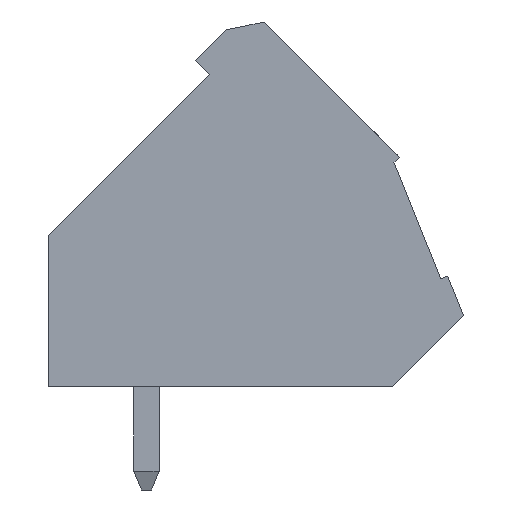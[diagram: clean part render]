
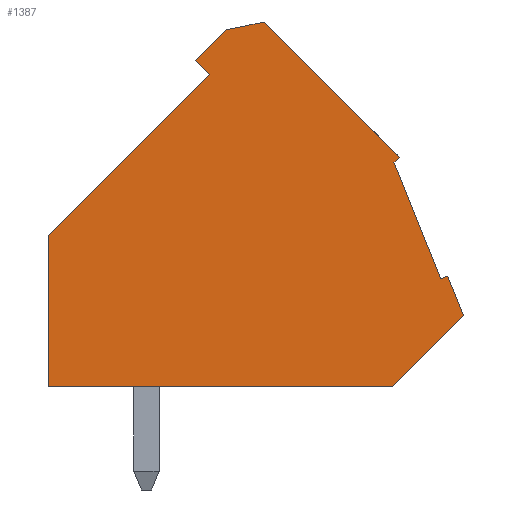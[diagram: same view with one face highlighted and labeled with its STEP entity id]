
A CAD part, left-side view. The second image highlights one B-rep face of the part: STEP entity #1387.
In plain terms, the highlighted planar face has unit normal (-1, 0, 0).
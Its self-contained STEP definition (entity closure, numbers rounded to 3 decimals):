
#1387 = ADVANCED_FACE( '', ( #2774 ), #2775, .F. );
#2774 = FACE_OUTER_BOUND( '', #4174, .T. );
#2775 = PLANE( '', #4175 );
#4174 = EDGE_LOOP( '', ( #8167, #8168, #8169, #8170, #8171, #8172, #8173, #8174, #8175, #8176, #8177, #8178 ) );
#4175 = AXIS2_PLACEMENT_3D( '', #8179, #8180, #8181 );
#8167 = ORIENTED_EDGE( '', *, *, #10223, .F. );
#8168 = ORIENTED_EDGE( '', *, *, #10272, .F. );
#8169 = ORIENTED_EDGE( '', *, *, #9114, .F. );
#8170 = ORIENTED_EDGE( '', *, *, #10182, .F. );
#8171 = ORIENTED_EDGE( '', *, *, #9640, .F. );
#8172 = ORIENTED_EDGE( '', *, *, #9269, .F. );
#8173 = ORIENTED_EDGE( '', *, *, #8783, .F. );
#8174 = ORIENTED_EDGE( '', *, *, #9119, .F. );
#8175 = ORIENTED_EDGE( '', *, *, #9973, .F. );
#8176 = ORIENTED_EDGE( '', *, *, #9899, .F. );
#8177 = ORIENTED_EDGE( '', *, *, #9238, .F. );
#8178 = ORIENTED_EDGE( '', *, *, #10133, .F. );
#8179 = CARTESIAN_POINT( '', ( -26.1, 0., 0. ) );
#8180 = DIRECTION( '', ( 1., 0., 0. ) );
#8181 = DIRECTION( '', ( 0., 0., -1. ) );
#8783 = EDGE_CURVE( '', #10561, #10557, #10563, .T. );
#9114 = EDGE_CURVE( '', #11148, #11149, #11150, .T. );
#9119 = EDGE_CURVE( '', #11157, #10561, #11158, .T. );
#9238 = EDGE_CURVE( '', #11364, #11366, #11367, .T. );
#9269 = EDGE_CURVE( '', #10557, #11417, #11418, .T. );
#9640 = EDGE_CURVE( '', #11417, #12004, #12005, .T. );
#9899 = EDGE_CURVE( '', #11366, #12376, #12377, .T. );
#9973 = EDGE_CURVE( '', #12376, #11157, #12471, .T. );
#10133 = EDGE_CURVE( '', #12673, #11364, #12675, .T. );
#10182 = EDGE_CURVE( '', #12004, #11148, #12733, .T. );
#10223 = EDGE_CURVE( '', #12777, #12673, #12779, .T. );
#10272 = EDGE_CURVE( '', #11149, #12777, #12840, .T. );
#10557 = VERTEX_POINT( '', #13183 );
#10561 = VERTEX_POINT( '', #13189 );
#10563 = LINE( '', #13192, #13193 );
#11148 = VERTEX_POINT( '', #14041 );
#11149 = VERTEX_POINT( '', #14042 );
#11150 = LINE( '', #14043, #14044 );
#11157 = VERTEX_POINT( '', #14054 );
#11158 = LINE( '', #14055, #14056 );
#11364 = VERTEX_POINT( '', #14369 );
#11366 = VERTEX_POINT( '', #14372 );
#11367 = LINE( '', #14373, #14374 );
#11417 = VERTEX_POINT( '', #14449 );
#11418 = LINE( '', #14450, #14451 );
#12004 = VERTEX_POINT( '', #15330 );
#12005 = LINE( '', #15331, #15332 );
#12376 = VERTEX_POINT( '', #15894 );
#12377 = LINE( '', #15895, #15896 );
#12471 = LINE( '', #16041, #16042 );
#12673 = VERTEX_POINT( '', #16332 );
#12675 = LINE( '', #16335, #16336 );
#12733 = LINE( '', #16435, #16436 );
#12777 = VERTEX_POINT( '', #16506 );
#12779 = LINE( '', #16509, #16510 );
#12840 = LINE( '', #16613, #16614 );
#13183 = CARTESIAN_POINT( '', ( -26.1, -1.735, 11.5 ) );
#13189 = CARTESIAN_POINT( '', ( -26.1, -0.215, 11.182 ) );
#13192 = CARTESIAN_POINT( '', ( -26.1, -0.215, 11.182 ) );
#13193 = VECTOR( '', #16932, 1000. );
#14041 = CARTESIAN_POINT( '', ( -26.1, -8.752, 1.294 ) );
#14042 = CARTESIAN_POINT( '', ( -26.1, -9.031, 1.406 ) );
#14043 = CARTESIAN_POINT( '', ( -26.1, -8.752, 1.294 ) );
#14044 = VECTOR( '', #17268, 1000. );
#14054 = CARTESIAN_POINT( '', ( -26.1, 0.987, 9.98 ) );
#14055 = CARTESIAN_POINT( '', ( -26.1, 0.987, 9.98 ) );
#14056 = VECTOR( '', #17272, 1000. );
#14369 = CARTESIAN_POINT( '', ( -26.1, 6.836, -3. ) );
#14372 = CARTESIAN_POINT( '', ( -26.1, 6.836, 3. ) );
#14373 = CARTESIAN_POINT( '', ( -26.1, 6.836, -3. ) );
#14374 = VECTOR( '', #17402, 1000. );
#14449 = CARTESIAN_POINT( '', ( -26.1, -7.109, 6.126 ) );
#14450 = CARTESIAN_POINT( '', ( -26.1, -1.735, 11.5 ) );
#14451 = VECTOR( '', #17428, 1000. );
#15330 = CARTESIAN_POINT( '', ( -26.1, -6.897, 5.914 ) );
#15331 = CARTESIAN_POINT( '', ( -26.1, -7.109, 6.126 ) );
#15332 = VECTOR( '', #17788, 1000. );
#15894 = CARTESIAN_POINT( '', ( -26.1, 0.422, 9.414 ) );
#15895 = CARTESIAN_POINT( '', ( -26.1, 6.836, 3. ) );
#15896 = VECTOR( '', #18043, 1000. );
#16041 = CARTESIAN_POINT( '', ( -26.1, 0.422, 9.414 ) );
#16042 = VECTOR( '', #18104, 1000. );
#16332 = CARTESIAN_POINT( '', ( -26.1, -6.836, -3. ) );
#16335 = CARTESIAN_POINT( '', ( -26.1, -6.836, -3. ) );
#16336 = VECTOR( '', #18236, 1000. );
#16435 = CARTESIAN_POINT( '', ( -26.1, -6.897, 5.914 ) );
#16436 = VECTOR( '', #18269, 1000. );
#16506 = CARTESIAN_POINT( '', ( -26.1, -9.664, -0.172 ) );
#16509 = CARTESIAN_POINT( '', ( -26.1, -9.664, -0.172 ) );
#16510 = VECTOR( '', #18294, 1000. );
#16613 = CARTESIAN_POINT( '', ( -26.1, -9.031, 1.406 ) );
#16614 = VECTOR( '', #18322, 1000. );
#16932 = DIRECTION( '', ( 0., -0.979, 0.205 ) );
#17268 = DIRECTION( '', ( 0., -0.928, 0.373 ) );
#17272 = DIRECTION( '', ( 0., -0.707, 0.707 ) );
#17402 = DIRECTION( '', ( 0., 0., 1. ) );
#17428 = DIRECTION( '', ( 0., -0.707, -0.707 ) );
#17788 = DIRECTION( '', ( 0., 0.707, -0.707 ) );
#18043 = DIRECTION( '', ( 0., -0.707, 0.707 ) );
#18104 = DIRECTION( '', ( 0., 0.707, 0.707 ) );
#18236 = DIRECTION( '', ( 0., 1., 0. ) );
#18269 = DIRECTION( '', ( 0., -0.373, -0.928 ) );
#18294 = DIRECTION( '', ( 0., 0.707, -0.707 ) );
#18322 = DIRECTION( '', ( 0., -0.373, -0.928 ) );
